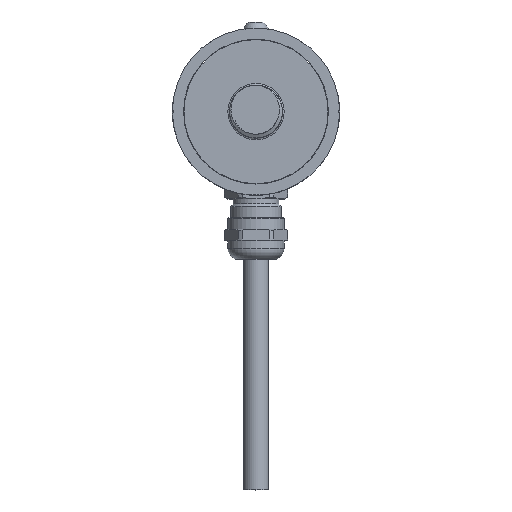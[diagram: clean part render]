
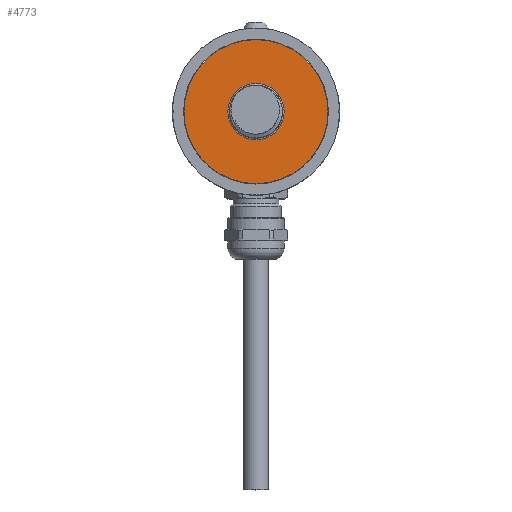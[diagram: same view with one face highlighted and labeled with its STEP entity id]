
A CAD part, top view. The second image highlights one B-rep face of the part: STEP entity #4773.
In plain terms, the highlighted planar face has unit normal (0, 0, 1).
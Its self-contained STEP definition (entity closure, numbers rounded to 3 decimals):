
#131=FACE_BOUND('',#1132,.T.);
#311=PLANE('',#5309);
#557=CIRCLE('',#5284,21.55);
#558=CIRCLE('',#5285,21.55);
#570=CIRCLE('',#5307,8.411);
#832=FACE_OUTER_BOUND('',#1131,.T.);
#1131=EDGE_LOOP('',(#4368,#4369));
#1132=EDGE_LOOP('',(#4370));
#2205=VERTEX_POINT('',#11187);
#2206=VERTEX_POINT('',#11188);
#2218=VERTEX_POINT('',#14079);
#2914=EDGE_CURVE('',#2205,#2206,#557,.T.);
#2915=EDGE_CURVE('',#2206,#2205,#558,.T.);
#2945=EDGE_CURVE('',#2218,#2218,#570,.T.);
#4368=ORIENTED_EDGE('',*,*,#2914,.T.);
#4369=ORIENTED_EDGE('',*,*,#2915,.T.);
#4370=ORIENTED_EDGE('',*,*,#2945,.F.);
#4773=ADVANCED_FACE('',(#832,#131),#311,.T.);
#5284=AXIS2_PLACEMENT_3D('',#11189,#6502,#6503);
#5285=AXIS2_PLACEMENT_3D('',#11190,#6504,#6505);
#5307=AXIS2_PLACEMENT_3D('',#14080,#6550,#6551);
#5309=AXIS2_PLACEMENT_3D('',#14082,#6554,#6555);
#6502=DIRECTION('center_axis',(0.,0.,1.));
#6503=DIRECTION('ref_axis',(1.,0.,0.));
#6504=DIRECTION('center_axis',(0.,0.,1.));
#6505=DIRECTION('ref_axis',(1.,0.,0.));
#6550=DIRECTION('center_axis',(0.,0.,1.));
#6551=DIRECTION('ref_axis',(1.,0.,0.));
#6554=DIRECTION('center_axis',(0.,0.,1.));
#6555=DIRECTION('ref_axis',(1.,0.,0.));
#11187=CARTESIAN_POINT('',(21.55,0.,-17.));
#11188=CARTESIAN_POINT('',(-21.55,0.,-17.));
#11189=CARTESIAN_POINT('Origin',(0.,0.,-17.));
#11190=CARTESIAN_POINT('Origin',(0.,0.,-17.));
#14079=CARTESIAN_POINT('',(-8.411,0.,-17.));
#14080=CARTESIAN_POINT('Origin',(0.,0.,-17.));
#14082=CARTESIAN_POINT('Origin',(8.,0.,-17.));
